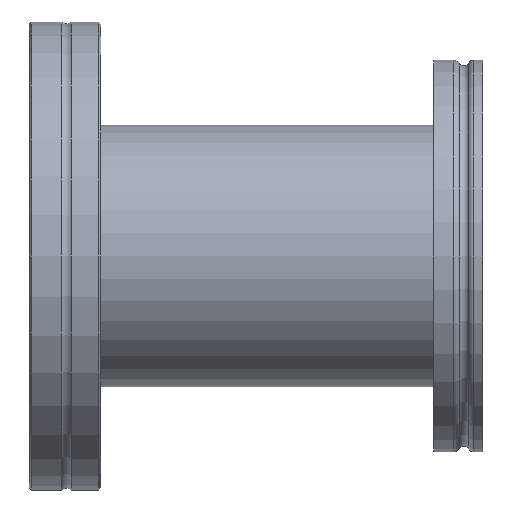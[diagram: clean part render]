
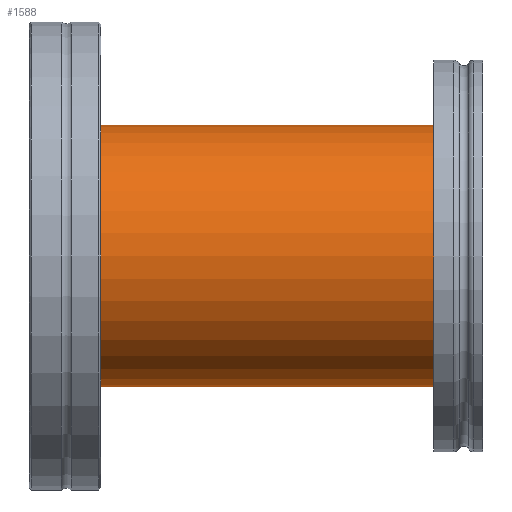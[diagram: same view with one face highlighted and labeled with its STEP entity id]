
A CAD part, front view. The second image highlights one B-rep face of the part: STEP entity #1588.
In plain terms, the highlighted cylindrical face has radius 31.75 mm (diameter 63.5 mm), a full revolution.
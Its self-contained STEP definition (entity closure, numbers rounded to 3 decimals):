
#3 = FACE_OUTER_BOUND ( 'NONE', #1631, .T. ) ;
#11 = DIRECTION ( 'NONE',  ( 1., 0., 0. ) ) ;
#71 = AXIS2_PLACEMENT_3D ( 'NONE', #522, #1006, #1473 ) ;
#103 = CARTESIAN_POINT ( 'NONE',  ( 0., 0., 0. ) ) ;
#144 = FACE_OUTER_BOUND ( 'NONE', #1355, .T. ) ;
#177 = VERTEX_POINT ( 'NONE', #1433 ) ;
#215 = ORIENTED_EDGE ( 'NONE', *, *, #867, .T. ) ;
#290 = VERTEX_POINT ( 'NONE', #534 ) ;
#460 = DIRECTION ( 'NONE',  ( 0., 1., 0. ) ) ;
#510 = AXIS2_PLACEMENT_3D ( 'NONE', #103, #1087, #460 ) ;
#522 = CARTESIAN_POINT ( 'NONE',  ( 94.3, 0., 0. ) ) ;
#534 = CARTESIAN_POINT ( 'NONE',  ( 0., 31.75, 0. ) ) ;
#680 = CARTESIAN_POINT ( 'NONE',  ( 0., 0., 0. ) ) ;
#693 = CIRCLE ( 'NONE', #71, 31.75 ) ;
#711 = CYLINDRICAL_SURFACE ( 'NONE', #1137, 31.75 ) ;
#867 = EDGE_CURVE ( 'NONE', #290, #290, #1138, .T. ) ;
#1006 = DIRECTION ( 'NONE',  ( 1., 0., 0. ) ) ;
#1087 = DIRECTION ( 'NONE',  ( 1., 0., 0. ) ) ;
#1137 = AXIS2_PLACEMENT_3D ( 'NONE', #680, #11, #1674 ) ;
#1138 = CIRCLE ( 'NONE', #510, 31.75 ) ;
#1146 = ORIENTED_EDGE ( 'NONE', *, *, #1465, .F. ) ;
#1355 = EDGE_LOOP ( 'NONE', ( #215 ) ) ;
#1433 = CARTESIAN_POINT ( 'NONE',  ( 94.3, 31.75, 0. ) ) ;
#1465 = EDGE_CURVE ( 'NONE', #177, #177, #693, .T. ) ;
#1473 = DIRECTION ( 'NONE',  ( 0., 1., 0. ) ) ;
#1588 = ADVANCED_FACE ( 'NONE', ( #144, #3 ), #711, .T. ) ;
#1631 = EDGE_LOOP ( 'NONE', ( #1146 ) ) ;
#1674 = DIRECTION ( 'NONE',  ( 0., 1., 0. ) ) ;
